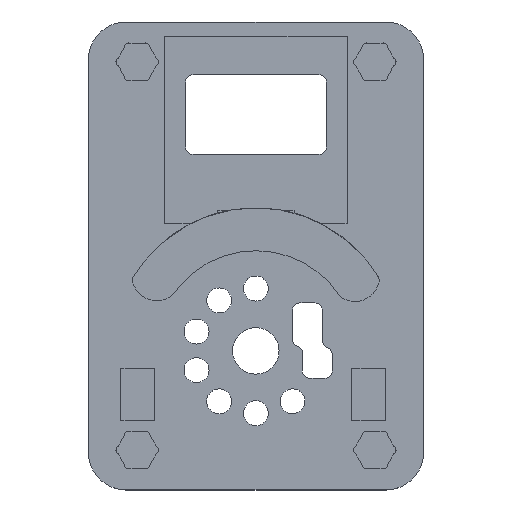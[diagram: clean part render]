
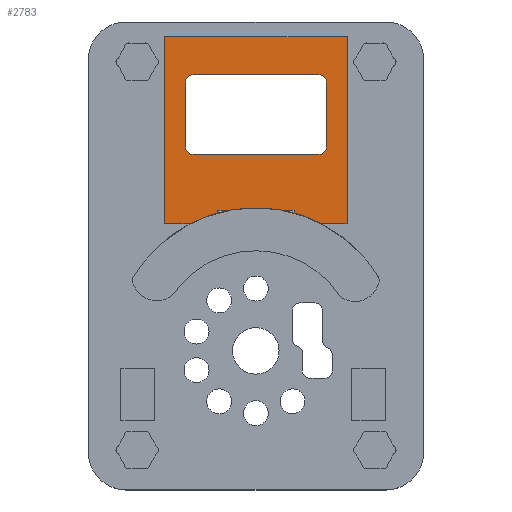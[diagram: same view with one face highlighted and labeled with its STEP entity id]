
A CAD part, top view. The second image highlights one B-rep face of the part: STEP entity #2783.
In plain terms, the highlighted planar face has unit normal (0, 0, 1).
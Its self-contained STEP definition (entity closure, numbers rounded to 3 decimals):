
#65=FACE_BOUND('',#420,.T.);
#111=PLANE('',#3062);
#236=FACE_OUTER_BOUND('',#419,.T.);
#419=EDGE_LOOP('',(#2322,#2323,#2324,#2325,#2326,#2327,#2328,#2329,#2330,
#2331,#2332,#2333));
#420=EDGE_LOOP('',(#2334,#2335,#2336,#2337,#2338,#2339,#2340,#2341));
#500=LINE('',#4067,#772);
#551=LINE('',#4257,#823);
#639=LINE('',#4524,#911);
#643=LINE('',#4533,#915);
#662=LINE('',#4581,#934);
#665=LINE('',#4586,#937);
#667=LINE('',#4590,#939);
#669=LINE('',#4594,#941);
#671=LINE('',#4598,#943);
#672=LINE('',#4600,#944);
#673=LINE('',#4602,#945);
#674=LINE('',#4605,#946);
#675=LINE('',#4609,#947);
#772=VECTOR('',#3210,10.);
#823=VECTOR('',#3357,10.);
#911=VECTOR('',#3647,10.);
#915=VECTOR('',#3657,10.);
#934=VECTOR('',#3714,10.);
#937=VECTOR('',#3719,10.);
#939=VECTOR('',#3723,10.);
#941=VECTOR('',#3727,10.);
#943=VECTOR('',#3731,10.);
#944=VECTOR('',#3734,10.);
#945=VECTOR('',#3737,10.);
#946=VECTOR('',#3740,10.);
#947=VECTOR('',#3743,10.);
#1036=CIRCLE('',#2872,22.953);
#1038=CIRCLE('',#2874,22.953);
#1040=CIRCLE('',#2876,22.953);
#1134=CIRCLE('',#3035,1.2);
#1135=CIRCLE('',#3038,1.2);
#1140=CIRCLE('',#3063,1.2);
#1141=CIRCLE('',#3064,1.2);
#1172=VERTEX_POINT('',#4029);
#1174=VERTEX_POINT('',#4032);
#1177=VERTEX_POINT('',#4038);
#1178=VERTEX_POINT('',#4040);
#1181=VERTEX_POINT('',#4046);
#1182=VERTEX_POINT('',#4048);
#1187=VERTEX_POINT('',#4065);
#1355=VERTEX_POINT('',#4521);
#1356=VERTEX_POINT('',#4523);
#1357=VERTEX_POINT('',#4527);
#1358=VERTEX_POINT('',#4531);
#1359=VERTEX_POINT('',#4535);
#1368=VERTEX_POINT('',#4580);
#1369=VERTEX_POINT('',#4584);
#1370=VERTEX_POINT('',#4588);
#1371=VERTEX_POINT('',#4592);
#1372=VERTEX_POINT('',#4596);
#1373=VERTEX_POINT('',#4604);
#1374=VERTEX_POINT('',#4606);
#1375=VERTEX_POINT('',#4608);
#1432=EDGE_CURVE('',#1174,#1172,#1036,.T.);
#1436=EDGE_CURVE('',#1178,#1177,#1038,.T.);
#1440=EDGE_CURVE('',#1182,#1181,#1040,.T.);
#1450=EDGE_CURVE('',#1187,#1181,#500,.T.);
#1545=EDGE_CURVE('',#1178,#1187,#551,.T.);
#1677=EDGE_CURVE('',#1355,#1356,#639,.T.);
#1680=EDGE_CURVE('',#1357,#1355,#1134,.T.);
#1682=EDGE_CURVE('',#1358,#1357,#643,.T.);
#1684=EDGE_CURVE('',#1359,#1358,#1135,.T.);
#1706=EDGE_CURVE('',#1174,#1368,#662,.T.);
#1709=EDGE_CURVE('',#1369,#1172,#665,.T.);
#1711=EDGE_CURVE('',#1370,#1369,#667,.T.);
#1713=EDGE_CURVE('',#1371,#1370,#669,.T.);
#1715=EDGE_CURVE('',#1372,#1371,#671,.T.);
#1716=EDGE_CURVE('',#1182,#1372,#672,.T.);
#1717=EDGE_CURVE('',#1368,#1177,#673,.T.);
#1718=EDGE_CURVE('',#1373,#1359,#674,.T.);
#1719=EDGE_CURVE('',#1374,#1373,#1140,.T.);
#1720=EDGE_CURVE('',#1375,#1374,#675,.T.);
#1721=EDGE_CURVE('',#1356,#1375,#1141,.T.);
#2322=ORIENTED_EDGE('',*,*,#1432,.T.);
#2323=ORIENTED_EDGE('',*,*,#1709,.F.);
#2324=ORIENTED_EDGE('',*,*,#1711,.F.);
#2325=ORIENTED_EDGE('',*,*,#1713,.F.);
#2326=ORIENTED_EDGE('',*,*,#1715,.F.);
#2327=ORIENTED_EDGE('',*,*,#1716,.F.);
#2328=ORIENTED_EDGE('',*,*,#1440,.T.);
#2329=ORIENTED_EDGE('',*,*,#1450,.F.);
#2330=ORIENTED_EDGE('',*,*,#1545,.F.);
#2331=ORIENTED_EDGE('',*,*,#1436,.T.);
#2332=ORIENTED_EDGE('',*,*,#1717,.F.);
#2333=ORIENTED_EDGE('',*,*,#1706,.F.);
#2334=ORIENTED_EDGE('',*,*,#1684,.F.);
#2335=ORIENTED_EDGE('',*,*,#1718,.F.);
#2336=ORIENTED_EDGE('',*,*,#1719,.F.);
#2337=ORIENTED_EDGE('',*,*,#1720,.F.);
#2338=ORIENTED_EDGE('',*,*,#1721,.F.);
#2339=ORIENTED_EDGE('',*,*,#1677,.F.);
#2340=ORIENTED_EDGE('',*,*,#1680,.F.);
#2341=ORIENTED_EDGE('',*,*,#1682,.F.);
#2783=ADVANCED_FACE('',(#236,#65),#111,.F.);
#2872=AXIS2_PLACEMENT_3D('',#4033,#3176,#3177);
#2874=AXIS2_PLACEMENT_3D('',#4041,#3182,#3183);
#2876=AXIS2_PLACEMENT_3D('',#4049,#3188,#3189);
#3035=AXIS2_PLACEMENT_3D('',#4529,#3652,#3653);
#3038=AXIS2_PLACEMENT_3D('',#4537,#3661,#3662);
#3062=AXIS2_PLACEMENT_3D('',#4603,#3738,#3739);
#3063=AXIS2_PLACEMENT_3D('',#4607,#3741,#3742);
#3064=AXIS2_PLACEMENT_3D('',#4610,#3744,#3745);
#3176=DIRECTION('center_axis',(0.,0.,-1.));
#3177=DIRECTION('ref_axis',(-1.,0.,0.));
#3182=DIRECTION('center_axis',(0.,0.,-1.));
#3183=DIRECTION('ref_axis',(-1.,0.,0.));
#3188=DIRECTION('center_axis',(0.,0.,-1.));
#3189=DIRECTION('ref_axis',(-1.,0.,0.));
#3210=DIRECTION('',(0.,-1.,0.));
#3357=DIRECTION('',(-1.,0.,0.));
#3647=DIRECTION('',(-1.,0.,0.));
#3652=DIRECTION('center_axis',(0.,0.,1.));
#3653=DIRECTION('ref_axis',(0.707,0.707,0.));
#3657=DIRECTION('',(0.,1.,0.));
#3661=DIRECTION('center_axis',(0.,0.,1.));
#3662=DIRECTION('ref_axis',(0.707,-0.707,0.));
#3714=DIRECTION('',(0.,1.,0.));
#3719=DIRECTION('',(-1.,0.,0.));
#3723=DIRECTION('',(0.,-1.,0.));
#3727=DIRECTION('',(1.,0.,0.));
#3731=DIRECTION('',(0.,1.,0.));
#3734=DIRECTION('',(-1.,0.,0.));
#3737=DIRECTION('',(-1.,0.,0.));
#3738=DIRECTION('center_axis',(0.,0.,-1.));
#3739=DIRECTION('ref_axis',(-1.,0.,0.));
#3740=DIRECTION('',(1.,0.,0.));
#3741=DIRECTION('center_axis',(0.,0.,1.));
#3742=DIRECTION('ref_axis',(-0.707,-0.707,0.));
#3743=DIRECTION('',(0.,-1.,0.));
#3744=DIRECTION('center_axis',(0.,0.,1.));
#3745=DIRECTION('ref_axis',(-0.707,0.707,0.));
#4029=CARTESIAN_POINT('',(37.392,42.686,-1.7));
#4032=CARTESIAN_POINT('',(32.958,44.426,-1.7));
#4033=CARTESIAN_POINT('Origin',(26.835,22.305,-1.7));
#4038=CARTESIAN_POINT('',(30.948,44.886,-1.7));
#4040=CARTESIAN_POINT('',(22.722,44.886,-1.7));
#4041=CARTESIAN_POINT('Origin',(26.835,22.305,-1.7));
#4046=CARTESIAN_POINT('',(20.758,44.439,-1.7));
#4048=CARTESIAN_POINT('',(16.279,42.686,-1.7));
#4049=CARTESIAN_POINT('Origin',(26.835,22.305,-1.7));
#4065=CARTESIAN_POINT('',(20.758,44.886,-1.7));
#4067=CARTESIAN_POINT('',(20.758,44.886,-1.7));
#4257=CARTESIAN_POINT('',(32.958,44.886,-1.7));
#4521=CARTESIAN_POINT('',(36.96,66.607,-1.7));
#4523=CARTESIAN_POINT('',(16.76,66.607,-1.7));
#4524=CARTESIAN_POINT('',(32.509,66.607,-1.7));
#4527=CARTESIAN_POINT('',(38.16,65.407,-1.7));
#4529=CARTESIAN_POINT('Origin',(36.96,65.407,-1.7));
#4531=CARTESIAN_POINT('',(38.16,55.007,-1.7));
#4533=CARTESIAN_POINT('',(38.16,55.747,-1.7));
#4535=CARTESIAN_POINT('',(36.96,53.807,-1.7));
#4537=CARTESIAN_POINT('Origin',(36.96,55.007,-1.7));
#4580=CARTESIAN_POINT('',(32.958,44.886,-1.7));
#4581=CARTESIAN_POINT('',(32.958,42.686,-1.7));
#4584=CARTESIAN_POINT('',(41.458,42.686,-1.7));
#4586=CARTESIAN_POINT('',(41.458,42.686,-1.7));
#4588=CARTESIAN_POINT('',(41.458,72.686,-1.7));
#4590=CARTESIAN_POINT('',(41.458,72.686,-1.7));
#4592=CARTESIAN_POINT('',(12.258,72.686,-1.7));
#4594=CARTESIAN_POINT('',(12.258,72.686,-1.7));
#4596=CARTESIAN_POINT('',(12.258,42.686,-1.7));
#4598=CARTESIAN_POINT('',(12.258,42.686,-1.7));
#4600=CARTESIAN_POINT('',(20.758,42.686,-1.7));
#4602=CARTESIAN_POINT('',(32.958,44.886,-1.7));
#4603=CARTESIAN_POINT('Origin',(26.858,57.686,-1.7));
#4604=CARTESIAN_POINT('',(16.76,53.807,-1.7));
#4605=CARTESIAN_POINT('',(21.209,53.807,-1.7));
#4606=CARTESIAN_POINT('',(15.56,55.007,-1.7));
#4607=CARTESIAN_POINT('Origin',(16.76,55.007,-1.7));
#4608=CARTESIAN_POINT('',(15.56,65.407,-1.7));
#4609=CARTESIAN_POINT('',(15.56,62.147,-1.7));
#4610=CARTESIAN_POINT('Origin',(16.76,65.407,-1.7));
